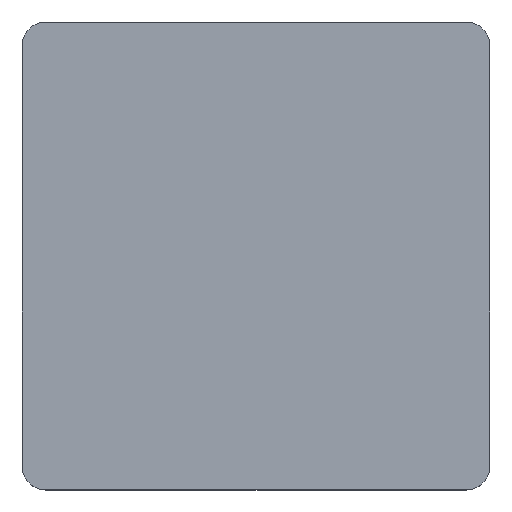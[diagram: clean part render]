
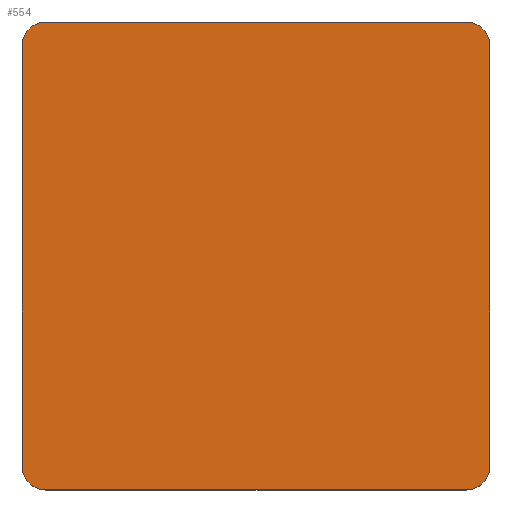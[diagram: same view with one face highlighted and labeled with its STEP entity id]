
A CAD part, top view. The second image highlights one B-rep face of the part: STEP entity #554.
In plain terms, the highlighted planar face has unit normal (0, 0, 1).
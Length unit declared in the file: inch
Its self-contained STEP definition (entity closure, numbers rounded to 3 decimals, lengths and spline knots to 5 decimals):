
#54=FACE_OUTER_BOUND('',#89,.T.);
#89=EDGE_LOOP('',(#412,#413,#414,#415,#416,#417,#418,#419));
#128=LINE('',#886,#170);
#131=LINE('',#894,#173);
#134=LINE('',#902,#176);
#137=LINE('',#909,#179);
#170=VECTOR('',#698,0.3937);
#173=VECTOR('',#707,0.3937);
#176=VECTOR('',#716,0.3937);
#179=VECTOR('',#725,0.3937);
#210=CIRCLE('',#609,0.06);
#211=CIRCLE('',#612,0.06);
#212=CIRCLE('',#615,0.06);
#213=CIRCLE('',#618,0.06);
#250=VERTEX_POINT('',#879);
#251=VERTEX_POINT('',#881);
#252=VERTEX_POINT('',#885);
#253=VERTEX_POINT('',#889);
#254=VERTEX_POINT('',#893);
#255=VERTEX_POINT('',#897);
#256=VERTEX_POINT('',#901);
#257=VERTEX_POINT('',#905);
#303=EDGE_CURVE('',#251,#250,#210,.T.);
#305=EDGE_CURVE('',#252,#251,#128,.T.);
#307=EDGE_CURVE('',#253,#252,#211,.T.);
#309=EDGE_CURVE('',#254,#253,#131,.T.);
#311=EDGE_CURVE('',#255,#254,#212,.T.);
#313=EDGE_CURVE('',#256,#255,#134,.T.);
#315=EDGE_CURVE('',#257,#256,#213,.T.);
#317=EDGE_CURVE('',#250,#257,#137,.T.);
#412=ORIENTED_EDGE('',*,*,#305,.T.);
#413=ORIENTED_EDGE('',*,*,#303,.T.);
#414=ORIENTED_EDGE('',*,*,#317,.T.);
#415=ORIENTED_EDGE('',*,*,#315,.T.);
#416=ORIENTED_EDGE('',*,*,#313,.T.);
#417=ORIENTED_EDGE('',*,*,#311,.T.);
#418=ORIENTED_EDGE('',*,*,#309,.T.);
#419=ORIENTED_EDGE('',*,*,#307,.T.);
#533=PLANE('',#620);
#554=ADVANCED_FACE('',(#54),#533,.T.);
#609=AXIS2_PLACEMENT_3D('',#882,#693,#694);
#612=AXIS2_PLACEMENT_3D('',#890,#702,#703);
#615=AXIS2_PLACEMENT_3D('',#898,#711,#712);
#618=AXIS2_PLACEMENT_3D('',#906,#720,#721);
#620=AXIS2_PLACEMENT_3D('',#910,#726,#727);
#693=DIRECTION('center_axis',(0.,0.,1.));
#694=DIRECTION('ref_axis',(-1.,0.,0.));
#698=DIRECTION('',(0.,-1.,0.));
#702=DIRECTION('center_axis',(0.,0.,1.));
#703=DIRECTION('ref_axis',(0.,1.,0.));
#707=DIRECTION('',(-1.,0.,0.));
#711=DIRECTION('center_axis',(0.,0.,1.));
#712=DIRECTION('ref_axis',(1.,0.,0.));
#716=DIRECTION('',(0.,1.,0.));
#720=DIRECTION('center_axis',(0.,0.,1.));
#721=DIRECTION('ref_axis',(0.,-1.,0.));
#725=DIRECTION('',(1.,0.,0.));
#726=DIRECTION('center_axis',(0.,0.,1.));
#727=DIRECTION('ref_axis',(1.,0.,0.));
#879=CARTESIAN_POINT('',(-0.53055,-0.59055,0.13921));
#881=CARTESIAN_POINT('',(-0.59055,-0.53055,0.13921));
#882=CARTESIAN_POINT('Origin',(-0.53055,-0.53055,0.13921));
#885=CARTESIAN_POINT('',(-0.59055,0.53055,0.13921));
#886=CARTESIAN_POINT('',(-0.59055,0.53055,0.13921));
#889=CARTESIAN_POINT('',(-0.53055,0.59055,0.13921));
#890=CARTESIAN_POINT('Origin',(-0.53055,0.53055,0.13921));
#893=CARTESIAN_POINT('',(0.53055,0.59055,0.13921));
#894=CARTESIAN_POINT('',(0.53055,0.59055,0.13921));
#897=CARTESIAN_POINT('',(0.59055,0.53055,0.13921));
#898=CARTESIAN_POINT('Origin',(0.53055,0.53055,0.13921));
#901=CARTESIAN_POINT('',(0.59055,-0.53055,0.13921));
#902=CARTESIAN_POINT('',(0.59055,-0.53055,0.13921));
#905=CARTESIAN_POINT('',(0.53055,-0.59055,0.13921));
#906=CARTESIAN_POINT('Origin',(0.53055,-0.53055,0.13921));
#909=CARTESIAN_POINT('',(-0.53055,-0.59055,0.13921));
#910=CARTESIAN_POINT('Origin',(0.,0.,0.13921));
